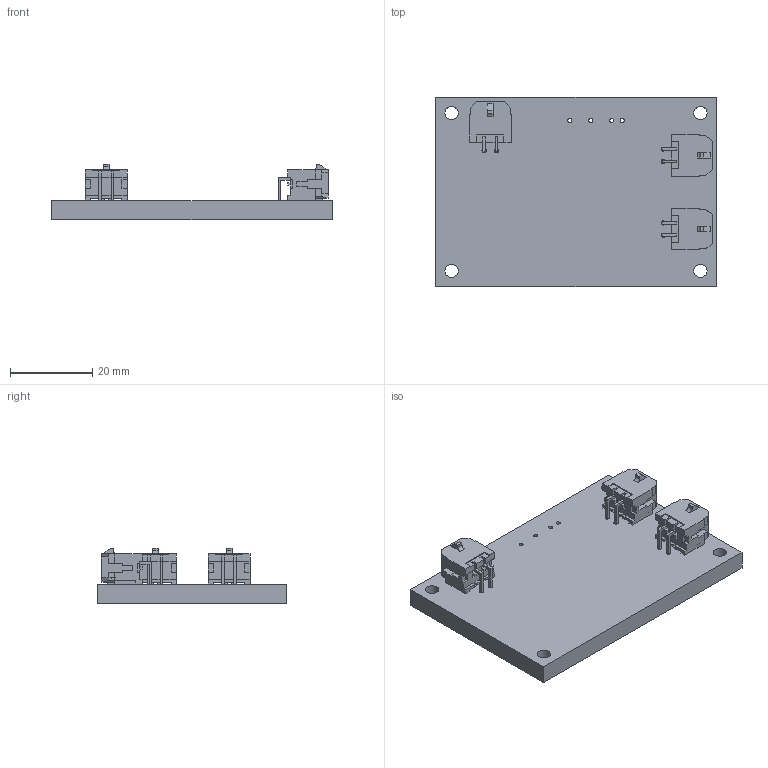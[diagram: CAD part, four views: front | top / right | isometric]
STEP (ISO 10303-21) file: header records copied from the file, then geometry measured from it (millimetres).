
FILE_DESCRIPTION(('KiCad electronic assembly'),'2;1');
FILE_NAME('Measure.step','2022-06-29T15:11:56',('Pcbnew'),('Kicad'), 'Open CASCADE STEP processor 7.5','KiCad to STEP converter','Unknown' );
FILE_SCHEMA(('AUTOMOTIVE_DESIGN { 1 0 10303 214 1 1 1 1 }'));
Length unit declared in the file: millimetre
Products named in the file (4): Measure 1; 430450400; SOLID; Measure PCB
Assembly tree (5 placements, depth 3):
  Measure 1
    430450400  x3
      SOLID
    Measure PCB
Bounding box: 68.07 x 45.97 x 13.57 mm (x, y, z)
Volume: 15730 mm3; surface area: 10700.5 mm2
Topology: 4 solids, 4 shells, 818 faces, 2136 edges, 1353 vertices
Faces by surface type: bspline 789, cylinder 23, plane 6
Full cylindrical faces by diameter (mm): 1 x4, 1.02 x12, 3 x3, 3.2 x4
Entity records: 17109 total; most frequent: CARTESIAN_POINT 6387, B_SPLINE_CURVE_WITH_KNOTS 2011, ORIENTED_EDGE 1532, PCURVE 1532, DEFINITIONAL_REPRESENTATION 1532, EDGE_CURVE 766, SURFACE_CURVE 743, VERTEX_POINT 487
